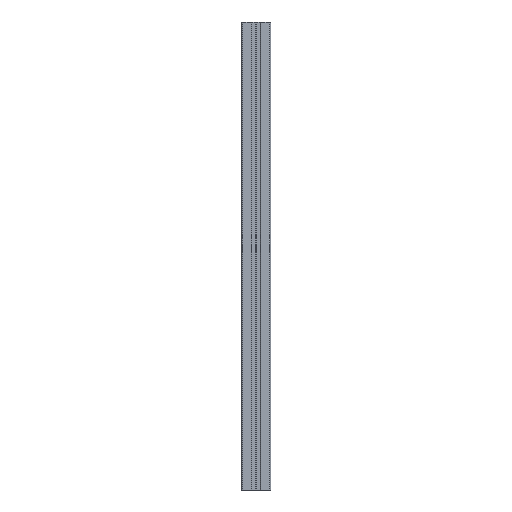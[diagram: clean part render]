
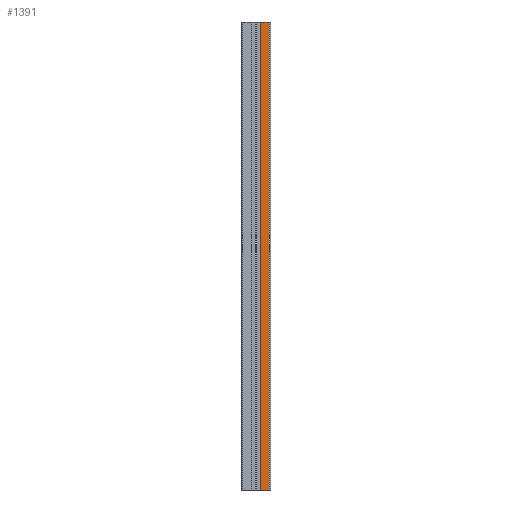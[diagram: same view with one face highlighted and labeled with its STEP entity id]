
A CAD part, left-side view. The second image highlights one B-rep face of the part: STEP entity #1391.
In plain terms, the highlighted planar face has unit normal (-1, 0, 0).
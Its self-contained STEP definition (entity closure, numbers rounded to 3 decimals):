
#27=PLANE('',#1470);
#111=LINE('',#2013,#291);
#112=LINE('',#2017,#292);
#113=LINE('',#2019,#293);
#114=LINE('',#2020,#294);
#291=VECTOR('',#1626,320.);
#292=VECTOR('',#1631,5.7);
#293=VECTOR('',#1632,320.);
#294=VECTOR('',#1633,5.7);
#451=FACE_OUTER_BOUND('',#523,.T.);
#523=EDGE_LOOP('',(#1009,#1010,#1011,#1012));
#637=VERTEX_POINT('',#2010);
#638=VERTEX_POINT('',#2012);
#639=VERTEX_POINT('',#2016);
#640=VERTEX_POINT('',#2018);
#788=EDGE_CURVE('',#638,#637,#111,.T.);
#790=EDGE_CURVE('',#637,#639,#112,.T.);
#791=EDGE_CURVE('',#640,#639,#113,.T.);
#792=EDGE_CURVE('',#638,#640,#114,.T.);
#1009=ORIENTED_EDGE('',*,*,#790,.T.);
#1010=ORIENTED_EDGE('',*,*,#791,.F.);
#1011=ORIENTED_EDGE('',*,*,#792,.F.);
#1012=ORIENTED_EDGE('',*,*,#788,.T.);
#1391=ADVANCED_FACE('',(#451),#27,.T.);
#1470=AXIS2_PLACEMENT_3D('',#2015,#1629,#1630);
#1626=DIRECTION('',(0.,0.,-1.));
#1629=DIRECTION('center_axis',(-1.,0.,0.));
#1630=DIRECTION('ref_axis',(0.,0.,1.));
#1631=DIRECTION('',(0.,-1.,0.));
#1632=DIRECTION('',(0.,0.,-1.));
#1633=DIRECTION('',(0.,-1.,0.));
#2010=CARTESIAN_POINT('',(-10.,-3.3,-320.));
#2012=CARTESIAN_POINT('',(-10.,-3.3,0.));
#2013=CARTESIAN_POINT('',(-10.,-3.3,0.));
#2015=CARTESIAN_POINT('Origin',(-10.,-3.3,0.));
#2016=CARTESIAN_POINT('',(-10.,-9.,-320.));
#2017=CARTESIAN_POINT('',(-10.,-3.3,-320.));
#2018=CARTESIAN_POINT('',(-10.,-9.,0.));
#2019=CARTESIAN_POINT('',(-10.,-9.,0.));
#2020=CARTESIAN_POINT('',(-10.,-3.3,0.));
